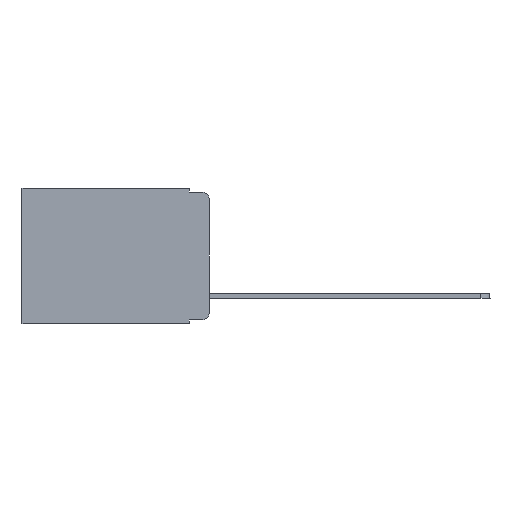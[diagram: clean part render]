
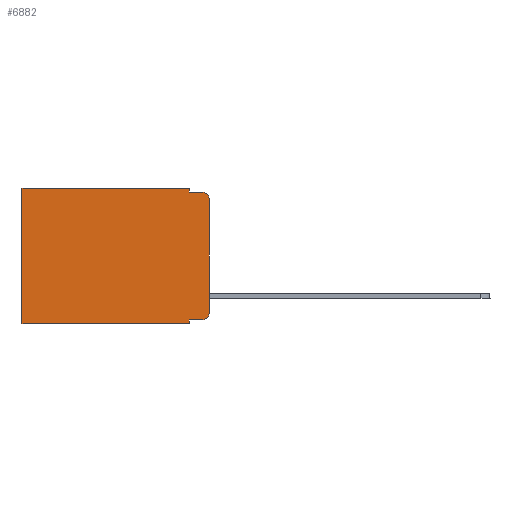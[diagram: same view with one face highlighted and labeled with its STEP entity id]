
A CAD part, left-side view. The second image highlights one B-rep face of the part: STEP entity #6882.
In plain terms, the highlighted planar face has unit normal (-1, 0, 0).
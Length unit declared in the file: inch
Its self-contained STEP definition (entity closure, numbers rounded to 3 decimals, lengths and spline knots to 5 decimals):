
#291 = VERTEX_POINT ( 'NONE', #14658 ) ;
#345 = ORIENTED_EDGE ( 'NONE', *, *, #12085, .F. ) ;
#862 = ORIENTED_EDGE ( 'NONE', *, *, #17788, .T. ) ;
#1305 = AXIS2_PLACEMENT_3D ( 'NONE', #5097, #18086, #6956 ) ;
#1485 = CARTESIAN_POINT ( 'NONE',  ( 0.298, 0.02, -0.313 ) ) ;
#1521 = DIRECTION ( 'NONE',  ( -1., 0., 0. ) ) ;
#1534 = VERTEX_POINT ( 'NONE', #14590 ) ;
#2012 = CARTESIAN_POINT ( 'NONE',  ( 0.298, 0.473, 0. ) ) ;
#2575 = FACE_OUTER_BOUND ( 'NONE', #9074, .T. ) ;
#2577 = ORIENTED_EDGE ( 'NONE', *, *, #9998, .F. ) ;
#2644 = LINE ( 'NONE', #20977, #18802 ) ;
#2811 = EDGE_CURVE ( 'NONE', #15499, #9828, #13104, .T. ) ;
#3086 = EDGE_CURVE ( 'NONE', #10464, #12090, #6499, .T. ) ;
#3596 = ORIENTED_EDGE ( 'NONE', *, *, #22554, .F. ) ;
#4013 = EDGE_CURVE ( 'NONE', #10464, #291, #9381, .T. ) ;
#4053 = DIRECTION ( 'NONE',  ( 0., 0., -1. ) ) ;
#4688 = LINE ( 'NONE', #6360, #8995 ) ;
#4987 = DIRECTION ( 'NONE',  ( 0., 1., 0. ) ) ;
#5097 = CARTESIAN_POINT ( 'NONE',  ( 0.298, 0., 0. ) ) ;
#5166 = DIRECTION ( 'NONE',  ( 0., 1., 0. ) ) ;
#5321 = CARTESIAN_POINT ( 'NONE',  ( 0.298, 0.02, -0.03 ) ) ;
#5565 = CARTESIAN_POINT ( 'NONE',  ( 0.298, 0.473, -0.343 ) ) ;
#5636 = CIRCLE ( 'NONE', #6613, 0.02 ) ;
#6360 = CARTESIAN_POINT ( 'NONE',  ( 0.298, 0.051, -0.333 ) ) ;
#6499 = CIRCLE ( 'NONE', #11892, 0.02 ) ;
#6613 = AXIS2_PLACEMENT_3D ( 'NONE', #1485, #18112, #8406 ) ;
#6882 = ADVANCED_FACE ( 'NONE', ( #2575 ), #18116, .F. ) ;
#6943 = ORIENTED_EDGE ( 'NONE', *, *, #4013, .F. ) ;
#6952 = CARTESIAN_POINT ( 'NONE',  ( 0.298, 0.473, 0. ) ) ;
#6956 = DIRECTION ( 'NONE',  ( 0., 0., -1. ) ) ;
#7362 = CARTESIAN_POINT ( 'NONE',  ( 0.298, 0.051, 0. ) ) ;
#7672 = VECTOR ( 'NONE', #5166, 39.37008 ) ;
#7816 = DIRECTION ( 'NONE',  ( 0., -1., 0. ) ) ;
#8204 = ORIENTED_EDGE ( 'NONE', *, *, #22354, .T. ) ;
#8406 = DIRECTION ( 'NONE',  ( 0., 0., -1. ) ) ;
#8704 = CARTESIAN_POINT ( 'NONE',  ( 0.298, 0.02, -0.333 ) ) ;
#8771 = CARTESIAN_POINT ( 'NONE',  ( 0.298, 0., -0.343 ) ) ;
#8995 = VECTOR ( 'NONE', #21221, 39.37008 ) ;
#9074 = EDGE_LOOP ( 'NONE', ( #6943, #12014, #2577, #345, #22013, #16382, #9625, #3596, #862, #8204 ) ) ;
#9381 = LINE ( 'NONE', #10486, #19202 ) ;
#9625 = ORIENTED_EDGE ( 'NONE', *, *, #12311, .F. ) ;
#9748 = DIRECTION ( 'NONE',  ( 0., 0., -1. ) ) ;
#9828 = VERTEX_POINT ( 'NONE', #2012 ) ;
#9959 = VECTOR ( 'NONE', #20192, 39.37008 ) ;
#9998 = EDGE_CURVE ( 'NONE', #12910, #12090, #2644, .T. ) ;
#10028 = VECTOR ( 'NONE', #9748, 39.37008 ) ;
#10323 = VECTOR ( 'NONE', #4053, 39.37008 ) ;
#10464 = VERTEX_POINT ( 'NONE', #11421 ) ;
#10486 = CARTESIAN_POINT ( 'NONE',  ( 0.298, 0., 0. ) ) ;
#11421 = CARTESIAN_POINT ( 'NONE',  ( 0.298, 0., -0.03 ) ) ;
#11666 = LINE ( 'NONE', #6952, #9959 ) ;
#11681 = CARTESIAN_POINT ( 'NONE',  ( 0.298, 0.02, -0.01 ) ) ;
#11892 = AXIS2_PLACEMENT_3D ( 'NONE', #5321, #1521, #12773 ) ;
#12014 = ORIENTED_EDGE ( 'NONE', *, *, #3086, .T. ) ;
#12085 = EDGE_CURVE ( 'NONE', #15499, #12910, #20708, .T. ) ;
#12090 = VERTEX_POINT ( 'NONE', #11681 ) ;
#12295 = DIRECTION ( 'NONE',  ( 0., 0., -1. ) ) ;
#12311 = EDGE_CURVE ( 'NONE', #22487, #12468, #23037, .T. ) ;
#12468 = VERTEX_POINT ( 'NONE', #5565 ) ;
#12773 = DIRECTION ( 'NONE',  ( 0., 0., -1. ) ) ;
#12910 = VERTEX_POINT ( 'NONE', #15781 ) ;
#13104 = LINE ( 'NONE', #19866, #7672 ) ;
#13434 = CARTESIAN_POINT ( 'NONE',  ( 0.298, 0.051, 0. ) ) ;
#14590 = CARTESIAN_POINT ( 'NONE',  ( 0.298, 0.051, -0.333 ) ) ;
#14658 = CARTESIAN_POINT ( 'NONE',  ( 0.298, 0., -0.313 ) ) ;
#15499 = VERTEX_POINT ( 'NONE', #16114 ) ;
#15781 = CARTESIAN_POINT ( 'NONE',  ( 0.298, 0.051, -0.01 ) ) ;
#16114 = CARTESIAN_POINT ( 'NONE',  ( 0.298, 0.051, 0. ) ) ;
#16299 = VERTEX_POINT ( 'NONE', #8704 ) ;
#16382 = ORIENTED_EDGE ( 'NONE', *, *, #22156, .T. ) ;
#17517 = VECTOR ( 'NONE', #4987, 39.37008 ) ;
#17788 = EDGE_CURVE ( 'NONE', #1534, #16299, #4688, .T. ) ;
#18086 = DIRECTION ( 'NONE',  ( 1., 0., 0. ) ) ;
#18112 = DIRECTION ( 'NONE',  ( -1., 0., 0. ) ) ;
#18116 = PLANE ( 'NONE',  #1305 ) ;
#18802 = VECTOR ( 'NONE', #7816, 39.37008 ) ;
#19202 = VECTOR ( 'NONE', #12295, 39.37008 ) ;
#19866 = CARTESIAN_POINT ( 'NONE',  ( 0.298, 0., 0. ) ) ;
#20192 = DIRECTION ( 'NONE',  ( 0., 0., -1. ) ) ;
#20359 = CARTESIAN_POINT ( 'NONE',  ( 0.298, 0.051, -0.343 ) ) ;
#20708 = LINE ( 'NONE', #13434, #10323 ) ;
#20977 = CARTESIAN_POINT ( 'NONE',  ( 0.298, 0.051, -0.01 ) ) ;
#21221 = DIRECTION ( 'NONE',  ( 0., -1., 0. ) ) ;
#21867 = LINE ( 'NONE', #7362, #10028 ) ;
#22013 = ORIENTED_EDGE ( 'NONE', *, *, #2811, .T. ) ;
#22156 = EDGE_CURVE ( 'NONE', #9828, #12468, #11666, .T. ) ;
#22354 = EDGE_CURVE ( 'NONE', #16299, #291, #5636, .T. ) ;
#22487 = VERTEX_POINT ( 'NONE', #20359 ) ;
#22554 = EDGE_CURVE ( 'NONE', #1534, #22487, #21867, .T. ) ;
#23037 = LINE ( 'NONE', #8771, #17517 ) ;
